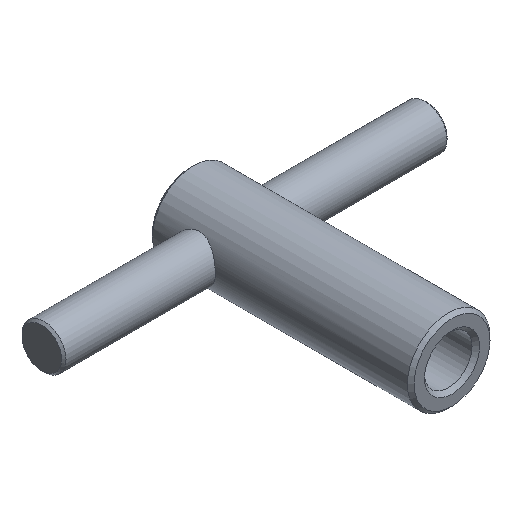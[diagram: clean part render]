
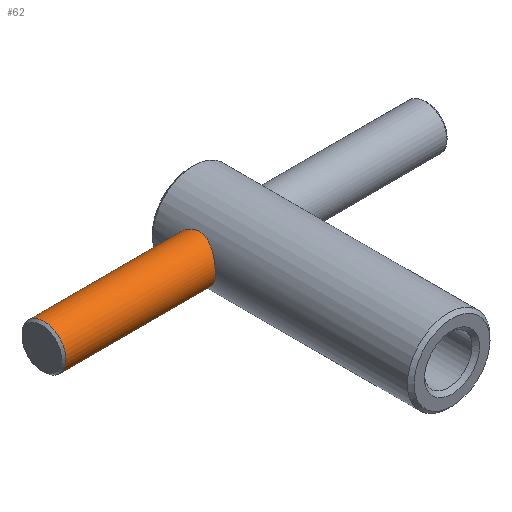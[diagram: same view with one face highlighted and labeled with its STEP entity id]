
A CAD part, isometric view. The second image highlights one B-rep face of the part: STEP entity #62.
In plain terms, the highlighted cylindrical face has radius 8 mm (diameter 16 mm), a full revolution.
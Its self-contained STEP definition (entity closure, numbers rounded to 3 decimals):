
#62 = ADVANCED_FACE( '', ( #131, #132 ), #133, .T. );
#131 = FACE_OUTER_BOUND( '', #193, .T. );
#132 = FACE_OUTER_BOUND( '', #194, .T. );
#133 = CYLINDRICAL_SURFACE( '', #195, 8. );
#193 = EDGE_LOOP( '', ( #273 ) );
#194 = EDGE_LOOP( '', ( #274 ) );
#195 = AXIS2_PLACEMENT_3D( '', #275, #276, #277 );
#273 = ORIENTED_EDGE( '', *, *, #302, .T. );
#274 = ORIENTED_EDGE( '', *, *, #297, .T. );
#275 = CARTESIAN_POINT( '', ( 70., 79., 0. ) );
#276 = DIRECTION( '', ( -1., 0., 0. ) );
#277 = DIRECTION( '', ( 0., 0., -1. ) );
#297 = EDGE_CURVE( '', #331, #331, #332, .T. );
#302 = EDGE_CURVE( '', #339, #339, #340, .T. );
#331 = VERTEX_POINT( '', #460 );
#332 = CIRCLE( '', #461, 8. );
#339 = VERTEX_POINT( '', #468 );
#340 = B_SPLINE_CURVE_WITH_KNOTS( '', 3, ( #469, #470, #471, #472, #473, #474, #475, #476, #477, #478, #479, #480, #481, #482, #483, #484, #485, #486, #487, #488, #489, #490, #491, #492, #493, #494, #495, #496, #497, #498, #499, #500, #501, #502, #503, #504, #505, #506, #507, #508, #509, #510, #511, #512, #513, #514, #515, #516, #517, #518, #519, #520, #521, #522, #523, #524, #525, #526, #527, #528, #529, #530, #531, #532, #533, #534, #535, #536, #537, #538, #539, #540, #541, #542, #543, #544, #545, #546, #547, #548, #549, #550, #551, #552, #553, #554, #555, #556, #557, #558 ), .UNSPECIFIED., .T., .F., ( 2, 2, 2, 2, 2, 2, 2, 2, 2, 2, 2, 2, 2, 2, 2, 2, 2, 2, 2, 2, 2, 2, 2, 2, 2, 2, 2, 2, 2, 2, 2, 2, 2, 2, 2, 2, 2, 2, 2, 2, 2, 2, 2, 2, 2, 2, 2 ), ( -0.001, 0., 0.002, 0.003, 0.005, 0.006, 0.007, 0.008, 0.01, 0.01, 0.011, 0.013, 0.014, 0.014, 0.015, 0.016, 0.018, 0.018, 0.019, 0.021, 0.022, 0.023, 0.024, 0.025, 0.027, 0.029, 0.03, 0.032, 0.033, 0.034, 0.035, 0.037, 0.038, 0.039, 0.04, 0.041, 0.042, 0.043, 0.044, 0.045, 0.046, 0.047, 0.048, 0.049, 0.05, 0.051, 0.053 ), .UNSPECIFIED. );
#460 = CARTESIAN_POINT( '', ( -69.2, 79., -8. ) );
#461 = AXIS2_PLACEMENT_3D( '', #587, #588, #589 );
#468 = CARTESIAN_POINT( '', ( -12.689, 79., -8. ) );
#469 = CARTESIAN_POINT( '', ( -12.689, 79.27, -8. ) );
#470 = CARTESIAN_POINT( '', ( -12.689, 78.46, -8. ) );
#471 = CARTESIAN_POINT( '', ( -12.723, 77.932, -7.946 ) );
#472 = CARTESIAN_POINT( '', ( -12.851, 76.898, -7.737 ) );
#473 = CARTESIAN_POINT( '', ( -12.947, 76.386, -7.579 ) );
#474 = CARTESIAN_POINT( '', ( -13.174, 75.425, -7.176 ) );
#475 = CARTESIAN_POINT( '', ( -13.307, 74.971, -6.931 ) );
#476 = CARTESIAN_POINT( '', ( -13.592, 74.111, -6.353 ) );
#477 = CARTESIAN_POINT( '', ( -13.742, 73.714, -6.026 ) );
#478 = CARTESIAN_POINT( '', ( -13.963, 73.171, -5.485 ) );
#479 = CARTESIAN_POINT( '', ( -14.036, 72.998, -5.296 ) );
#480 = CARTESIAN_POINT( '', ( -14.179, 72.67, -4.899 ) );
#481 = CARTESIAN_POINT( '', ( -14.25, 72.514, -4.69 ) );
#482 = CARTESIAN_POINT( '', ( -14.451, 72.079, -4.046 ) );
#483 = CARTESIAN_POINT( '', ( -14.572, 71.833, -3.592 ) );
#484 = CARTESIAN_POINT( '', ( -14.724, 71.529, -2.872 ) );
#485 = CARTESIAN_POINT( '', ( -14.771, 71.439, -2.626 ) );
#486 = CARTESIAN_POINT( '', ( -14.852, 71.281, -2.118 ) );
#487 = CARTESIAN_POINT( '', ( -14.887, 71.215, -1.86 ) );
#488 = CARTESIAN_POINT( '', ( -14.97, 71.056, -1.081 ) );
#489 = CARTESIAN_POINT( '', ( -14.999, 71.001, -0.555 ) );
#490 = CARTESIAN_POINT( '', ( -15., 70.999, 0.247 ) );
#491 = CARTESIAN_POINT( '', ( -14.993, 71.012, 0.518 ) );
#492 = CARTESIAN_POINT( '', ( -14.966, 71.065, 1.05 ) );
#493 = CARTESIAN_POINT( '', ( -14.945, 71.104, 1.313 ) );
#494 = CARTESIAN_POINT( '', ( -14.89, 71.208, 1.832 ) );
#495 = CARTESIAN_POINT( '', ( -14.856, 71.273, 2.088 ) );
#496 = CARTESIAN_POINT( '', ( -14.776, 71.427, 2.594 ) );
#497 = CARTESIAN_POINT( '', ( -14.73, 71.518, 2.844 ) );
#498 = CARTESIAN_POINT( '', ( -14.577, 71.823, 3.572 ) );
#499 = CARTESIAN_POINT( '', ( -14.456, 72.069, 4.029 ) );
#500 = CARTESIAN_POINT( '', ( -14.255, 72.502, 4.674 ) );
#501 = CARTESIAN_POINT( '', ( -14.184, 72.658, 4.883 ) );
#502 = CARTESIAN_POINT( '', ( -14.041, 72.986, 5.282 ) );
#503 = CARTESIAN_POINT( '', ( -13.968, 73.159, 5.472 ) );
#504 = CARTESIAN_POINT( '', ( -13.747, 73.701, 6.015 ) );
#505 = CARTESIAN_POINT( '', ( -13.597, 74.096, 6.342 ) );
#506 = CARTESIAN_POINT( '', ( -13.311, 74.957, 6.923 ) );
#507 = CARTESIAN_POINT( '', ( -13.179, 75.41, 7.168 ) );
#508 = CARTESIAN_POINT( '', ( -13.008, 76.125, 7.47 ) );
#509 = CARTESIAN_POINT( '', ( -12.956, 76.37, 7.56 ) );
#510 = CARTESIAN_POINT( '', ( -12.863, 76.872, 7.716 ) );
#511 = CARTESIAN_POINT( '', ( -12.823, 77.132, 7.783 ) );
#512 = CARTESIAN_POINT( '', ( -12.725, 77.913, 7.944 ) );
#513 = CARTESIAN_POINT( '', ( -12.69, 78.439, 7.998 ) );
#514 = CARTESIAN_POINT( '', ( -12.687, 79.503, 8.002 ) );
#515 = CARTESIAN_POINT( '', ( -12.721, 80.045, 7.949 ) );
#516 = CARTESIAN_POINT( '', ( -12.848, 81.084, 7.742 ) );
#517 = CARTESIAN_POINT( '', ( -12.941, 81.589, 7.588 ) );
#518 = CARTESIAN_POINT( '', ( -13.17, 82.561, 7.183 ) );
#519 = CARTESIAN_POINT( '', ( -13.303, 83.016, 6.938 ) );
#520 = CARTESIAN_POINT( '', ( -13.586, 83.873, 6.365 ) );
#521 = CARTESIAN_POINT( '', ( -13.738, 84.277, 6.035 ) );
#522 = CARTESIAN_POINT( '', ( -14.033, 85.003, 5.313 ) );
#523 = CARTESIAN_POINT( '', ( -14.178, 85.331, 4.919 ) );
#524 = CARTESIAN_POINT( '', ( -14.38, 85.768, 4.273 ) );
#525 = CARTESIAN_POINT( '', ( -14.445, 85.905, 4.049 ) );
#526 = CARTESIAN_POINT( '', ( -14.565, 86.153, 3.592 ) );
#527 = CARTESIAN_POINT( '', ( -14.621, 86.266, 3.358 ) );
#528 = CARTESIAN_POINT( '', ( -14.774, 86.57, 2.639 ) );
#529 = CARTESIAN_POINT( '', ( -14.857, 86.728, 2.136 ) );
#530 = CARTESIAN_POINT( '', ( -14.97, 86.944, 1.085 ) );
#531 = CARTESIAN_POINT( '', ( -14.999, 86.998, 0.556 ) );
#532 = CARTESIAN_POINT( '', ( -15., 87.001, -0.242 ) );
#533 = CARTESIAN_POINT( '', ( -14.994, 86.988, -0.509 ) );
#534 = CARTESIAN_POINT( '', ( -14.966, 86.936, -1.044 ) );
#535 = CARTESIAN_POINT( '', ( -14.945, 86.896, -1.31 ) );
#536 = CARTESIAN_POINT( '', ( -14.863, 86.74, -2.092 ) );
#537 = CARTESIAN_POINT( '', ( -14.782, 86.585, -2.597 ) );
#538 = CARTESIAN_POINT( '', ( -14.628, 86.28, -3.328 ) );
#539 = CARTESIAN_POINT( '', ( -14.572, 86.166, -3.566 ) );
#540 = CARTESIAN_POINT( '', ( -14.452, 85.918, -4.025 ) );
#541 = CARTESIAN_POINT( '', ( -14.388, 85.785, -4.247 ) );
#542 = CARTESIAN_POINT( '', ( -14.254, 85.496, -4.676 ) );
#543 = CARTESIAN_POINT( '', ( -14.185, 85.342, -4.883 ) );
#544 = CARTESIAN_POINT( '', ( -14.04, 85.013, -5.283 ) );
#545 = CARTESIAN_POINT( '', ( -13.966, 84.838, -5.475 ) );
#546 = CARTESIAN_POINT( '', ( -13.744, 84.293, -6.021 ) );
#547 = CARTESIAN_POINT( '', ( -13.595, 83.898, -6.346 ) );
#548 = CARTESIAN_POINT( '', ( -13.382, 83.257, -6.778 ) );
#549 = CARTESIAN_POINT( '', ( -13.312, 83.033, -6.914 ) );
#550 = CARTESIAN_POINT( '', ( -13.181, 82.575, -7.161 ) );
#551 = CARTESIAN_POINT( '', ( -13.119, 82.341, -7.274 ) );
#552 = CARTESIAN_POINT( '', ( -12.949, 81.623, -7.575 ) );
#553 = CARTESIAN_POINT( '', ( -12.855, 81.125, -7.731 ) );
#554 = CARTESIAN_POINT( '', ( -12.757, 80.341, -7.891 ) );
#555 = CARTESIAN_POINT( '', ( -12.731, 80.074, -7.932 ) );
#556 = CARTESIAN_POINT( '', ( -12.697, 79.539, -7.986 ) );
#557 = CARTESIAN_POINT( '', ( -12.689, 79.27, -8. ) );
#558 = CARTESIAN_POINT( '', ( -12.689, 78.46, -8. ) );
#587 = CARTESIAN_POINT( '', ( -69.2, 79., 0. ) );
#588 = DIRECTION( '', ( 1., 0., 0. ) );
#589 = DIRECTION( '', ( 0., 0., -1. ) );
